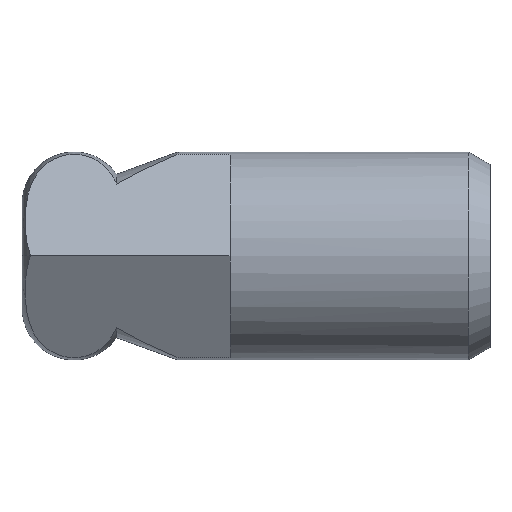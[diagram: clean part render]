
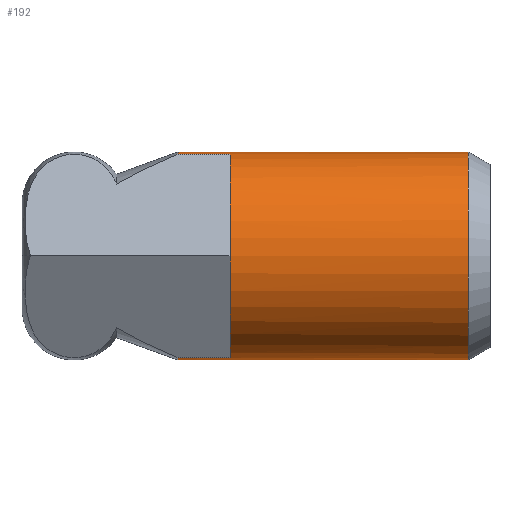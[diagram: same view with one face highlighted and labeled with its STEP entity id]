
A CAD part, top view. The second image highlights one B-rep face of the part: STEP entity #192.
In plain terms, the highlighted cylindrical face has radius 6 mm (diameter 12 mm), a partial arc.
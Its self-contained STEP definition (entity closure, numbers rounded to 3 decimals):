
#178=EDGE_CURVE('',#418,#358,#467,.T.);
#192=ADVANCED_FACE('',(#482),#483,.T.);
#198=VERTEX_POINT('',#490);
#228=VERTEX_POINT('',#524);
#246=EDGE_CURVE('',#284,#298,#543,.T.);
#262=EDGE_CURVE('',#418,#276,#559,.T.);
#276=VERTEX_POINT('',#574);
#284=VERTEX_POINT('',#582);
#286=EDGE_CURVE('',#276,#284,#584,.T.);
#298=VERTEX_POINT('',#597);
#344=EDGE_CURVE('',#228,#388,#646,.T.);
#358=VERTEX_POINT('',#660);
#362=EDGE_CURVE('',#198,#388,#665,.T.);
#368=EDGE_CURVE('',#298,#198,#672,.T.);
#382=EDGE_CURVE('',#358,#228,#688,.T.);
#388=VERTEX_POINT('',#696);
#418=VERTEX_POINT('',#733);
#467=LINE('',#782,#783);
#482=FACE_OUTER_BOUND('',#803,.T.);
#483=CYLINDRICAL_SURFACE('',#804,6.0);
#490=CARTESIAN_POINT('',(-3.0,-5.868,1.25));
#524=CARTESIAN_POINT('',(13.75,-6.0,0.));
#543=CIRCLE('',#955,6.0);
#559=CIRCLE('',#987,6.0);
#574=CARTESIAN_POINT('',(-3.0,5.868,1.25));
#582=CARTESIAN_POINT('',(0.0,5.868,1.25));
#584=LINE('',#1017,#1018);
#597=CARTESIAN_POINT('',(0.0,-5.868,1.25));
#646=LINE('',#1176,#1177);
#660=CARTESIAN_POINT('',(13.75,6.0,0.0));
#665=CIRCLE('',#1276,6.0);
#672=LINE('',#1284,#1285);
#688=CIRCLE('',#1308,6.0);
#696=CARTESIAN_POINT('',(-3.0,-6.0,0.));
#733=CARTESIAN_POINT('',(-3.0,6.0,0.));
#782=CARTESIAN_POINT('',(6.875,6.0,0.));
#783=VECTOR('',#1480,1.0);
#803=EDGE_LOOP('',(#1496,#1497,#1498,#1499,#1500,#1501,#1502,#1503));
#804=AXIS2_PLACEMENT_3D('',#1504,#1505,#1506);
#955=AXIS2_PLACEMENT_3D('',#1579,#1580,#1581);
#987=AXIS2_PLACEMENT_3D('',#1587,#1588,#1589);
#1017=CARTESIAN_POINT('',(-1.5,5.868,1.25));
#1018=VECTOR('',#1605,1.0);
#1176=CARTESIAN_POINT('',(6.875,-6.0,0.));
#1177=VECTOR('',#1670,1.0);
#1276=AXIS2_PLACEMENT_3D('',#1684,#1685,#1686);
#1284=CARTESIAN_POINT('',(-1.5,-5.868,1.25));
#1285=VECTOR('',#1695,1.0);
#1308=AXIS2_PLACEMENT_3D('',#1718,#1719,#1720);
#1480=DIRECTION('',(1.0,0.0,0.0));
#1496=ORIENTED_EDGE('',*,*,#178,.F.);
#1497=ORIENTED_EDGE('',*,*,#262,.T.);
#1498=ORIENTED_EDGE('',*,*,#286,.T.);
#1499=ORIENTED_EDGE('',*,*,#246,.T.);
#1500=ORIENTED_EDGE('',*,*,#368,.T.);
#1501=ORIENTED_EDGE('',*,*,#362,.T.);
#1502=ORIENTED_EDGE('',*,*,#344,.F.);
#1503=ORIENTED_EDGE('',*,*,#382,.F.);
#1504=CARTESIAN_POINT('',(6.875,0.0,0.0));
#1505=DIRECTION('',(-1.0,-0.0,-0.0));
#1506=DIRECTION('',(0.0,1.0,0.0));
#1579=CARTESIAN_POINT('',(0.,0.0,0.0));
#1580=DIRECTION('',(1.0,0.0,0.0));
#1581=DIRECTION('',(0.0,1.0,0.0));
#1587=CARTESIAN_POINT('',(-3.0,0.0,0.0));
#1588=DIRECTION('',(1.0,0.0,0.0));
#1589=DIRECTION('',(0.0,1.0,0.0));
#1605=DIRECTION('',(1.0,0.0,0.0));
#1670=DIRECTION('',(-1.0,-0.0,-0.0));
#1684=CARTESIAN_POINT('',(-3.0,0.0,0.0));
#1685=DIRECTION('',(1.0,0.0,0.0));
#1686=DIRECTION('',(0.0,1.0,0.0));
#1695=DIRECTION('',(-1.0,-0.0,-0.0));
#1718=CARTESIAN_POINT('',(13.75,0.0,0.0));
#1719=DIRECTION('',(1.0,0.0,0.0));
#1720=DIRECTION('',(0.0,1.0,0.0));
